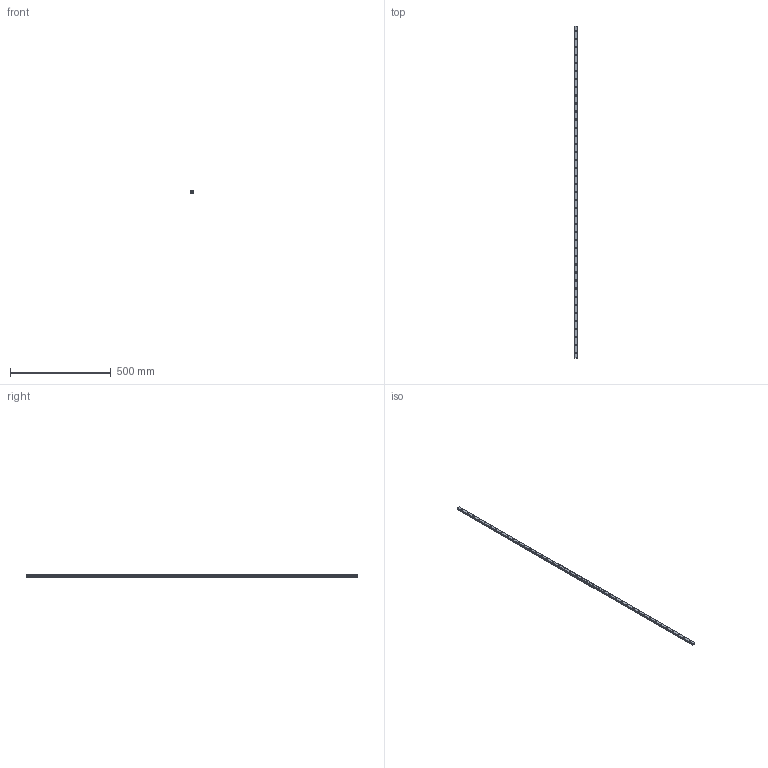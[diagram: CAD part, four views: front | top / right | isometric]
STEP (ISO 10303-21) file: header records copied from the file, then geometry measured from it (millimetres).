
FILE_DESCRIPTION(('STEP AP214'),'1');
FILE_NAME('cctmp_FC7017FC-ABD3-4A06-8698-66661DE95FEE_2021_02_19_14_02_47_0386..stp','2021-02-19T13:02:47',('HIWIN GmbH'),('CADClick - www.CADClick.com'),'Spatial InterOp 3D',' ','unknown authorization');
FILE_SCHEMA(('AUTOMOTIVE_DESIGN'));
Length unit declared in the file: millimetre
Products named in the file (1): MGNR15R1650CM_FILE
Bounding box: 15 x 1650 x 10 mm (x, y, z)
Volume: 229277.5 mm3; surface area: 97677 mm2
Topology: 1 solids, 1 shells, 464 faces, 1005 edges, 670 vertices
Faces by surface type: cylinder 262, plane 202
Entity records: 16609 total; most frequent: DIRECTION 2459, CARTESIAN_POINT 2140, ORIENTED_EDGE 2010, EDGE_CURVE 1005, AXIS2_PLACEMENT_3D 989, VERTEX_POINT 670, EDGE_LOOP 591, CIRCLE 524
